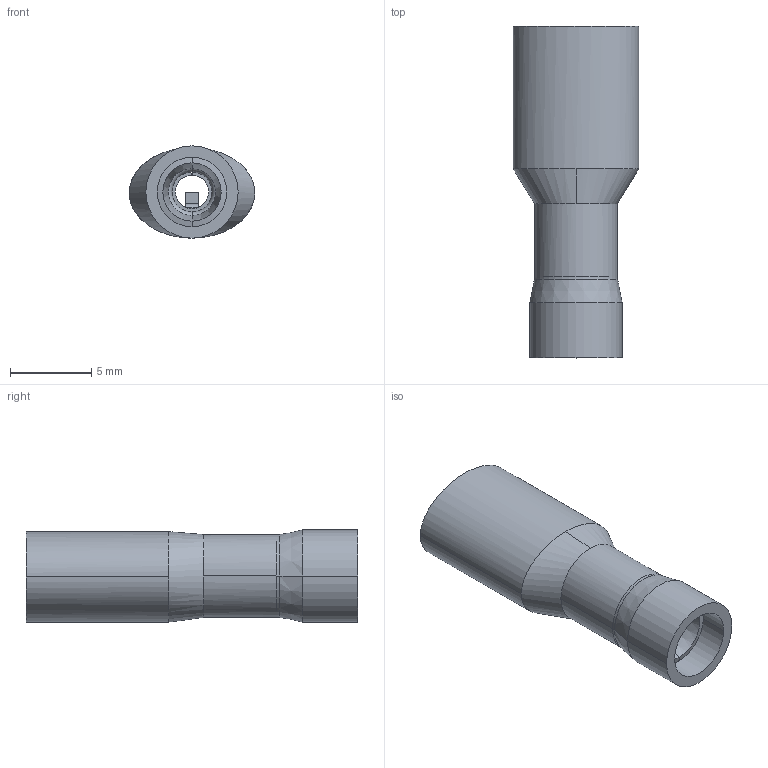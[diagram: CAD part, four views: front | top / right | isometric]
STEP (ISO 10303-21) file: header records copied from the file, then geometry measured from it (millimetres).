
FILE_DESCRIPTION (( 'STEP AP214' ), '1' );
FILE_NAME ('V70FV004005.step', '2017-09-28T13:25:37', ( '' ), ( '' ), 'SwSTEP 2.0', 'SolidWorks 2017', '' );
FILE_SCHEMA (( 'AUTOMOTIVE_DESIGN' ));
Length unit declared in the file: millimetre
Products named in the file (1): V70FV004005
Bounding box: 7.73 x 20.44 x 5.68 mm (x, y, z)
Volume: 317.5 mm3; surface area: 1200.9 mm2
Topology: 3 solids, 3 shells, 127 faces, 354 edges, 226 vertices
Faces by surface type: plane 51, cylinder 36, bspline 16, torus 14, cone 10
Entity records: 5516 total; most frequent: CARTESIAN_POINT 2268, ORIENTED_EDGE 708, DIRECTION 630, EDGE_CURVE 354, VERTEX_POINT 226, AXIS2_PLACEMENT_3D 222, LINE 186, VECTOR 186
